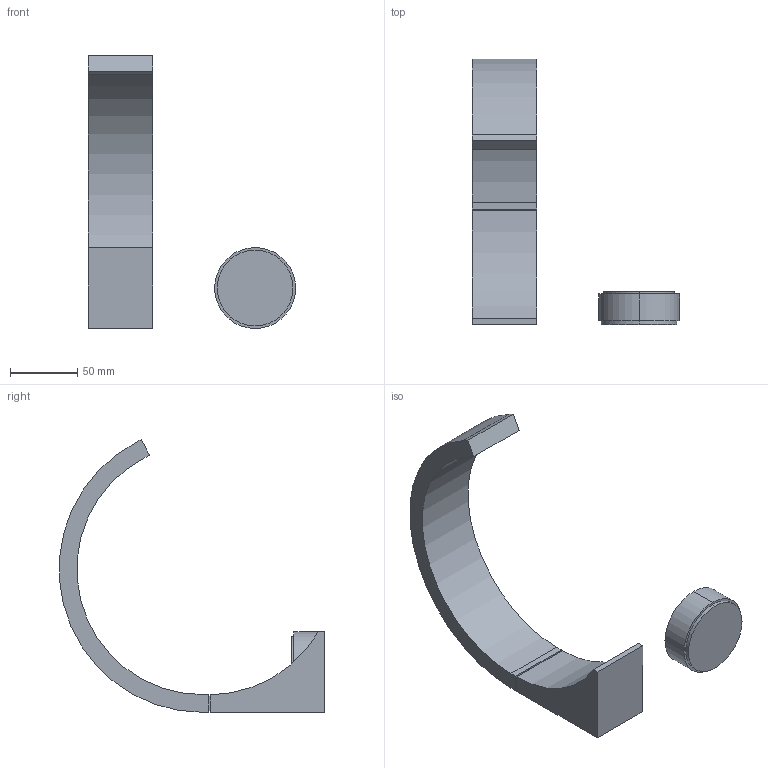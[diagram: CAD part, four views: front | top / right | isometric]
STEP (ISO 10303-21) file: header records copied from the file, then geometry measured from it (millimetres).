
FILE_DESCRIPTION (( 'STEP AP214' ), '1' );
FILE_NAME ('29218811.STEP', '2020-06-29T08:25:22', ( '' ), ( '' ), 'SwSTEP 2.0', 'SolidWorks 2017', '' );
FILE_SCHEMA (( 'AUTOMOTIVE_DESIGN' ));
Length unit declared in the file: millimetre
Products named in the file (7): Planungsmodell_Griff-+-04.18.40.290.00-1; Planungsmodell_Deckel-+-09.20.81.011-1; 29218811; Planungsmodell_Griff-+-09.20.81.010-1; Planungsmodell_Auslauf-+-09.11.70.01.013-1; Planungsmodell_Ring-+-09.28.10.185.90-1; Planungsmodell_Koerper-+-09.19.70.006.90-1
Assembly tree (6 placements, depth 3):
  29218811
    Planungsmodell_Koerper-+-09.19.70.006.90-1
    Planungsmodell_Auslauf-+-09.11.70.01.013-1
    Planungsmodell_Griff-+-04.18.40.290.00-1
      Planungsmodell_Griff-+-09.20.81.010-1
      Planungsmodell_Ring-+-09.28.10.185.90-1
      Planungsmodell_Deckel-+-09.20.81.011-1
Bounding box: 154.1 x 197.18 x 203.1 mm (x, y, z)
Volume: 348007 mm3; surface area: 74550.2 mm2
Topology: 5 solids, 5 shells, 41 faces, 85 edges, 57 vertices
Faces by surface type: plane 26, cylinder 13, sphere 2
Entity records: 1365 total; most frequent: DIRECTION 217, CARTESIAN_POINT 193, ORIENTED_EDGE 170, EDGE_CURVE 85, AXIS2_PLACEMENT_3D 81, VERTEX_POINT 57, VECTOR 55, LINE 55
